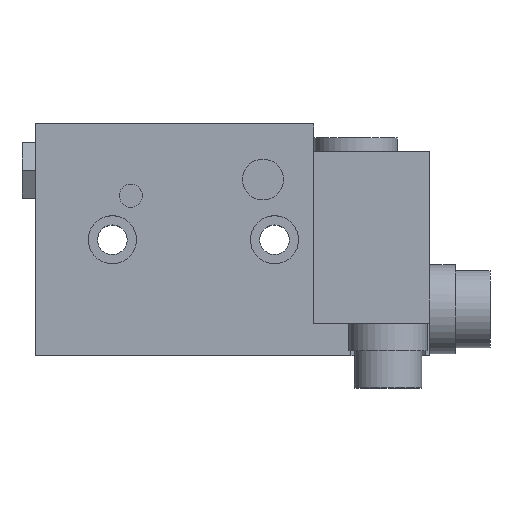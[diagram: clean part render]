
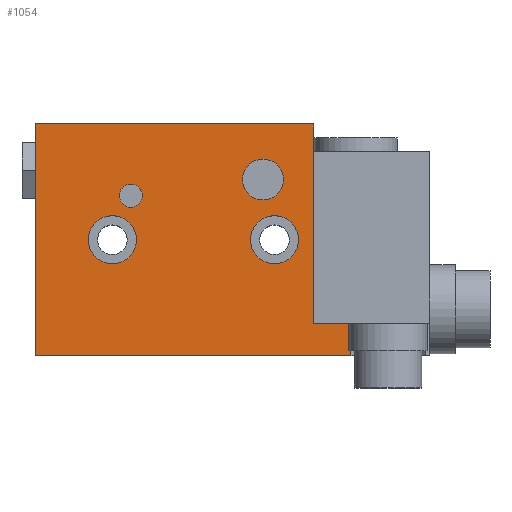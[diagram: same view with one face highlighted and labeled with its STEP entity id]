
A CAD part, top view. The second image highlights one B-rep face of the part: STEP entity #1054.
In plain terms, the highlighted planar face has unit normal (0, 0, 1).
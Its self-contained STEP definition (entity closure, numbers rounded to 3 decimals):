
#33=LINE('',#1554,#120);
#38=LINE('',#1568,#125);
#72=LINE('',#1660,#159);
#93=LINE('',#1710,#180);
#96=LINE('',#1751,#183);
#99=LINE('',#1755,#186);
#100=LINE('',#1757,#187);
#120=VECTOR('',#1258,7.);
#125=VECTOR('',#1269,8.);
#159=VECTOR('',#1363,37.);
#180=VECTOR('',#1406,50.);
#183=VECTOR('',#1457,60.);
#186=VECTOR('',#1462,6.);
#187=VECTOR('',#1465,68.);
#237=PLANE('',#1164);
#272=FACE_BOUND('',#448,.T.);
#273=FACE_BOUND('',#449,.T.);
#274=FACE_BOUND('',#450,.T.);
#275=FACE_BOUND('',#451,.T.);
#345=FACE_OUTER_BOUND('',#447,.T.);
#447=EDGE_LOOP('',(#948,#949,#950,#951,#952,#953,#954));
#448=EDGE_LOOP('',(#955));
#449=EDGE_LOOP('',(#956));
#450=EDGE_LOOP('',(#957));
#451=EDGE_LOOP('',(#958));
#483=CIRCLE('',#1140,4.4);
#485=CIRCLE('',#1144,5.2);
#488=CIRCLE('',#1149,2.5);
#490=CIRCLE('',#1153,5.2);
#520=VERTEX_POINT('',#1552);
#521=VERTEX_POINT('',#1553);
#527=VERTEX_POINT('',#1566);
#551=VERTEX_POINT('',#1642);
#572=VERTEX_POINT('',#1707);
#573=VERTEX_POINT('',#1709);
#575=VERTEX_POINT('',#1715);
#577=VERTEX_POINT('',#1721);
#580=VERTEX_POINT('',#1729);
#582=VERTEX_POINT('',#1735);
#587=VERTEX_POINT('',#1750);
#620=EDGE_CURVE('',#520,#521,#33,.T.);
#627=EDGE_CURVE('',#527,#521,#38,.T.);
#670=EDGE_CURVE('',#527,#551,#72,.T.);
#693=EDGE_CURVE('',#573,#572,#93,.T.);
#696=EDGE_CURVE('',#575,#575,#483,.T.);
#698=EDGE_CURVE('',#577,#577,#485,.T.);
#701=EDGE_CURVE('',#580,#580,#488,.T.);
#703=EDGE_CURVE('',#582,#582,#490,.T.);
#708=EDGE_CURVE('',#587,#573,#96,.T.);
#711=EDGE_CURVE('',#551,#587,#99,.T.);
#712=EDGE_CURVE('',#572,#520,#100,.T.);
#948=ORIENTED_EDGE('',*,*,#620,.T.);
#949=ORIENTED_EDGE('',*,*,#627,.F.);
#950=ORIENTED_EDGE('',*,*,#670,.T.);
#951=ORIENTED_EDGE('',*,*,#711,.T.);
#952=ORIENTED_EDGE('',*,*,#708,.T.);
#953=ORIENTED_EDGE('',*,*,#693,.T.);
#954=ORIENTED_EDGE('',*,*,#712,.T.);
#955=ORIENTED_EDGE('',*,*,#696,.T.);
#956=ORIENTED_EDGE('',*,*,#698,.T.);
#957=ORIENTED_EDGE('',*,*,#701,.T.);
#958=ORIENTED_EDGE('',*,*,#703,.T.);
#1054=ADVANCED_FACE('',(#345,#272,#273,#274,#275),#237,.T.);
#1140=AXIS2_PLACEMENT_3D('',#1716,#1412,#1413);
#1144=AXIS2_PLACEMENT_3D('',#1722,#1420,#1421);
#1149=AXIS2_PLACEMENT_3D('',#1730,#1430,#1431);
#1153=AXIS2_PLACEMENT_3D('',#1736,#1438,#1439);
#1164=AXIS2_PLACEMENT_3D('',#1759,#1467,#1468);
#1258=DIRECTION('',(0.,1.,0.));
#1269=DIRECTION('',(1.,0.,0.));
#1363=DIRECTION('',(0.,1.,0.));
#1406=DIRECTION('',(0.,-1.,0.));
#1412=DIRECTION('center_axis',(0.,0.,-1.));
#1413=DIRECTION('ref_axis',(-1.,0.,0.));
#1420=DIRECTION('center_axis',(0.,0.,-1.));
#1421=DIRECTION('ref_axis',(-1.,0.,0.));
#1430=DIRECTION('center_axis',(0.,0.,-1.));
#1431=DIRECTION('ref_axis',(-1.,0.,0.));
#1438=DIRECTION('center_axis',(0.,0.,-1.));
#1439=DIRECTION('ref_axis',(-1.,0.,0.));
#1457=DIRECTION('',(-1.,0.,0.));
#1462=DIRECTION('',(0.,1.,0.));
#1465=DIRECTION('',(1.,0.,0.));
#1467=DIRECTION('center_axis',(0.,0.,1.));
#1468=DIRECTION('ref_axis',(1.,0.,0.));
#1552=CARTESIAN_POINT('',(16.5,-25.,25.));
#1553=CARTESIAN_POINT('',(16.5,-18.,25.));
#1554=CARTESIAN_POINT('',(16.5,-25.,25.));
#1566=CARTESIAN_POINT('',(8.5,-18.,25.));
#1568=CARTESIAN_POINT('',(8.5,-18.,25.));
#1642=CARTESIAN_POINT('',(8.5,19.,25.));
#1660=CARTESIAN_POINT('',(8.5,-25.,25.));
#1707=CARTESIAN_POINT('',(-51.5,-25.,25.));
#1709=CARTESIAN_POINT('',(-51.5,25.,25.));
#1710=CARTESIAN_POINT('',(-51.5,25.,25.));
#1715=CARTESIAN_POINT('',(1.9,13.,25.));
#1716=CARTESIAN_POINT('Origin',(-2.5,13.,25.));
#1721=CARTESIAN_POINT('',(5.2,0.,25.));
#1722=CARTESIAN_POINT('Origin',(0.,0.,25.));
#1729=CARTESIAN_POINT('',(-28.5,9.5,25.));
#1730=CARTESIAN_POINT('Origin',(-31.,9.5,25.));
#1735=CARTESIAN_POINT('',(-29.8,0.,25.));
#1736=CARTESIAN_POINT('Origin',(-35.,0.,25.));
#1750=CARTESIAN_POINT('',(8.5,25.,25.));
#1751=CARTESIAN_POINT('',(8.5,25.,25.));
#1755=CARTESIAN_POINT('',(8.5,-25.,25.));
#1757=CARTESIAN_POINT('',(-51.5,-25.,25.));
#1759=CARTESIAN_POINT('Origin',(-21.5,0.,25.));
